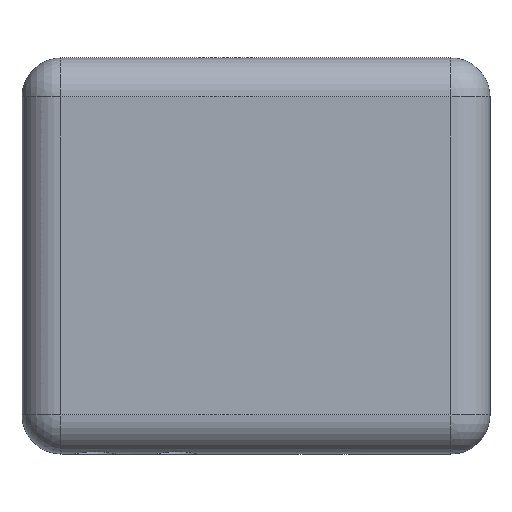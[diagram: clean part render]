
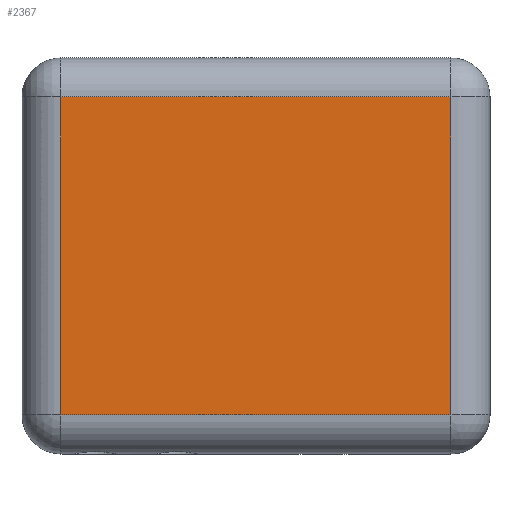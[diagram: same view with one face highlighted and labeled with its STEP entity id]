
A CAD part, top view. The second image highlights one B-rep face of the part: STEP entity #2367.
In plain terms, the highlighted planar face has unit normal (0, 0, 1).
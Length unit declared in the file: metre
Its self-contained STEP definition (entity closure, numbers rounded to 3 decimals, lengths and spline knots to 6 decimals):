
#244=ORIENTED_EDGE('',*,*,#918,.T.);
#245=ORIENTED_EDGE('',*,*,#919,.T.);
#246=ORIENTED_EDGE('',*,*,#920,.T.);
#247=ORIENTED_EDGE('',*,*,#921,.T.);
#918=EDGE_CURVE('',#1250,#1251,#1480,.F.);
#919=EDGE_CURVE('',#1251,#1252,#1481,.F.);
#920=EDGE_CURVE('',#1252,#1253,#1482,.T.);
#921=EDGE_CURVE('',#1253,#1250,#1483,.T.);
#1250=VERTEX_POINT('',#3586);
#1251=VERTEX_POINT('',#3587);
#1252=VERTEX_POINT('',#3589);
#1253=VERTEX_POINT('',#3591);
#1480=LINE('',#3585,#1780);
#1481=LINE('',#3588,#1781);
#1482=LINE('',#3590,#1782);
#1483=LINE('',#3592,#1783);
#1780=VECTOR('',#2850,1.);
#1781=VECTOR('',#2851,1.);
#1782=VECTOR('',#2852,1.);
#1783=VECTOR('',#2853,1.);
#2007=EDGE_LOOP('',(#244,#245,#246,#247));
#2139=FACE_BOUND('',#2007,.T.);
#2267=PLANE('',#2538);
#2367=ADVANCED_FACE('',(#2139),#2267,.T.);
#2538=AXIS2_PLACEMENT_3D('',#3584,#2848,#2849);
#2848=DIRECTION('',(0.,0.,1.));
#2849=DIRECTION('',(1.,0.,0.));
#2850=DIRECTION('',(-1.,0.,0.));
#2851=DIRECTION('',(0.,-1.,0.));
#2852=DIRECTION('',(-1.,0.,0.));
#2853=DIRECTION('',(0.,-1.,0.));
#3584=CARTESIAN_POINT('',(0.,0.,0.0236));
#3585=CARTESIAN_POINT('',(0.,-0.0265,0.0236));
#3586=CARTESIAN_POINT('',(-0.0325,-0.0265,0.0236));
#3587=CARTESIAN_POINT('',(0.0325,-0.0265,0.0236));
#3588=CARTESIAN_POINT('',(0.0325,0.,0.0236));
#3589=CARTESIAN_POINT('',(0.0325,0.0265,0.0236));
#3590=CARTESIAN_POINT('',(-0.039,0.0265,0.0236));
#3591=CARTESIAN_POINT('',(-0.0325,0.0265,0.0236));
#3592=CARTESIAN_POINT('',(-0.0325,-0.033,0.0236));
